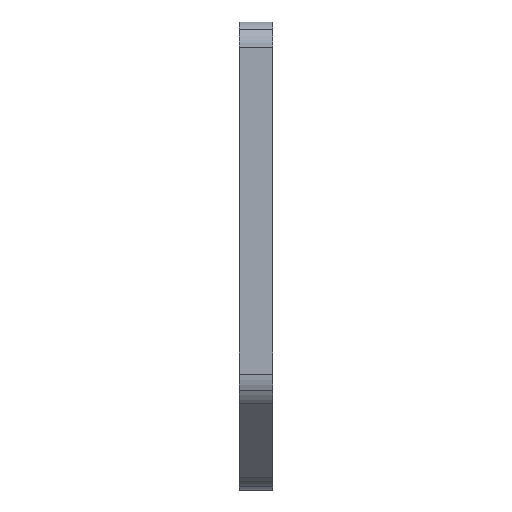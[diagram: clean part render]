
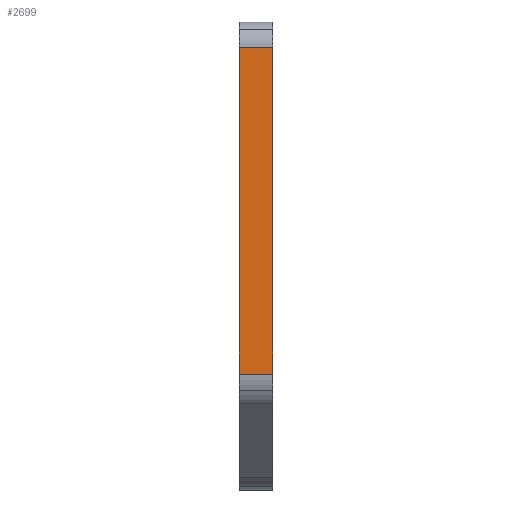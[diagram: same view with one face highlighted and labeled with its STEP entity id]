
A CAD part, front view. The second image highlights one B-rep face of the part: STEP entity #2699.
In plain terms, the highlighted planar face has unit normal (0, -1, 0).
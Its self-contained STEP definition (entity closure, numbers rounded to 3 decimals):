
#89 = CARTESIAN_POINT ( 'NONE',  ( 23.494, -40.018, 14.798 ) ) ;
#227 = LINE ( 'NONE', #1806, #378 ) ;
#230 = CARTESIAN_POINT ( 'NONE',  ( 19.494, -40.018, -23.763 ) ) ;
#378 = VECTOR ( 'NONE', #457, 1000. ) ;
#457 = DIRECTION ( 'NONE',  ( 0., 0., -1. ) ) ;
#716 = PLANE ( 'NONE',  #1549 ) ;
#801 = CARTESIAN_POINT ( 'NONE',  ( 19.494, -40.018, 14.798 ) ) ;
#1083 = VERTEX_POINT ( 'NONE', #1847 ) ;
#1187 = VERTEX_POINT ( 'NONE', #89 ) ;
#1202 = ORIENTED_EDGE ( 'NONE', *, *, #1203, .F. ) ;
#1203 = EDGE_CURVE ( 'NONE', #2277, #1187, #2099, .T. ) ;
#1208 = CARTESIAN_POINT ( 'NONE',  ( 19.494, -40.018, 14.798 ) ) ;
#1243 = DIRECTION ( 'NONE',  ( -1., 0., 0. ) ) ;
#1274 = ORIENTED_EDGE ( 'NONE', *, *, #2138, .F. ) ;
#1363 = EDGE_LOOP ( 'NONE', ( #1202, #2821, #1747, #1274 ) ) ;
#1371 = FACE_OUTER_BOUND ( 'NONE', #1363, .T. ) ;
#1384 = DIRECTION ( 'NONE',  ( 0., -1., 0. ) ) ;
#1459 = DIRECTION ( 'NONE',  ( 1., 0., 0. ) ) ;
#1538 = VECTOR ( 'NONE', #1243, 1000. ) ;
#1549 = AXIS2_PLACEMENT_3D ( 'NONE', #2535, #1384, #2246 ) ;
#1581 = EDGE_CURVE ( 'NONE', #2277, #1805, #2128, .T. ) ;
#1747 = ORIENTED_EDGE ( 'NONE', *, *, #2460, .F. ) ;
#1805 = VERTEX_POINT ( 'NONE', #230 ) ;
#1806 = CARTESIAN_POINT ( 'NONE',  ( 23.494, -40.018, 14.798 ) ) ;
#1847 = CARTESIAN_POINT ( 'NONE',  ( 23.494, -40.018, -23.763 ) ) ;
#1883 = CARTESIAN_POINT ( 'NONE',  ( 23.494, -40.018, -23.763 ) ) ;
#2099 = LINE ( 'NONE', #1208, #2704 ) ;
#2128 = LINE ( 'NONE', #801, #2151 ) ;
#2138 = EDGE_CURVE ( 'NONE', #1187, #1083, #227, .T. ) ;
#2151 = VECTOR ( 'NONE', #2333, 1000. ) ;
#2246 = DIRECTION ( 'NONE',  ( 0., 0., -1. ) ) ;
#2277 = VERTEX_POINT ( 'NONE', #2281 ) ;
#2281 = CARTESIAN_POINT ( 'NONE',  ( 19.494, -40.018, 14.798 ) ) ;
#2328 = LINE ( 'NONE', #1883, #1538 ) ;
#2333 = DIRECTION ( 'NONE',  ( 0., 0., -1. ) ) ;
#2460 = EDGE_CURVE ( 'NONE', #1083, #1805, #2328, .T. ) ;
#2535 = CARTESIAN_POINT ( 'NONE',  ( 19.494, -40.018, 8.298 ) ) ;
#2699 = ADVANCED_FACE ( 'NONE', ( #1371 ), #716, .T. ) ;
#2704 = VECTOR ( 'NONE', #1459, 1000. ) ;
#2821 = ORIENTED_EDGE ( 'NONE', *, *, #1581, .T. ) ;
